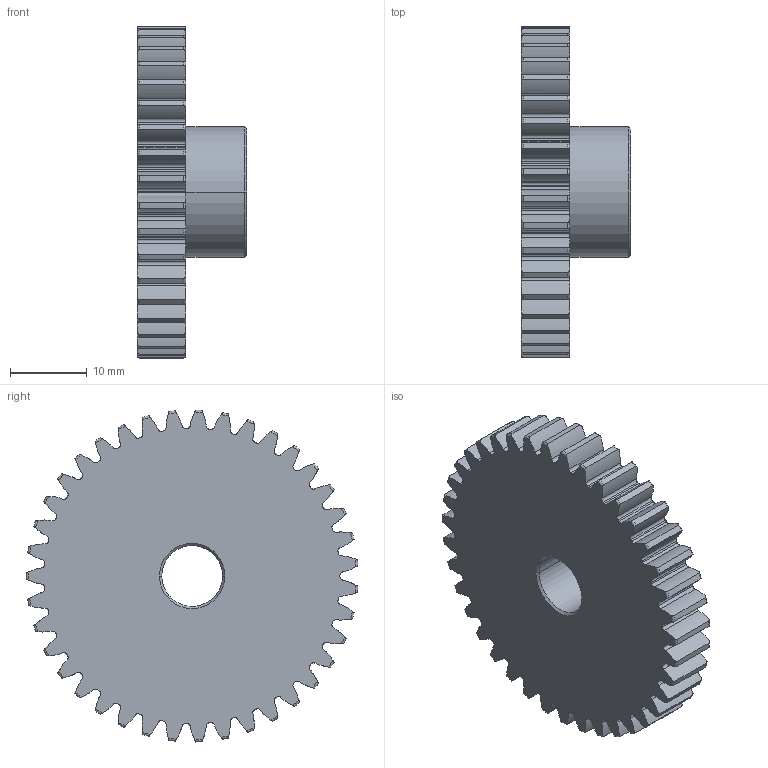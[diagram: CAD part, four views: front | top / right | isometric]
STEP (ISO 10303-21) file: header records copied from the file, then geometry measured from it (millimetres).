
FILE_DESCRIPTION((''),'2;1');
FILE_NAME('78919','2013-07-13T',('carefree'),(''),'PRO/ENGINEER BY PARAMETRIC TECHNOLOGY CORPORATION, 2005030','PRO/ENGINEER BY PARAMETRIC TECHNOLOGY CORPORATION, 2005030','');
FILE_SCHEMA(('CONFIG_CONTROL_DESIGN'));
Length unit declared in the file: inch
Products named in the file (1): 78919
Bounding box: 14.29 x 43.35 x 43.38 mm (x, y, z)
Volume: 8540.3 mm3; surface area: 5179.1 mm2
Topology: 1 solids, 1 shells, 328 faces, 970 edges, 646 vertices
Faces by surface type: cylinder 162, torus 78, extrusion 78, cone 6, plane 4
Entity records: 13974 total; most frequent: CARTESIAN_POINT 5370, ORIENTED_EDGE 1940, DIRECTION 1646, EDGE_CURVE 970, AXIS2_PLACEMENT_3D 660, VERTEX_POINT 646, CIRCLE 410, B_SPLINE_CURVE_WITH_KNOTS 390
